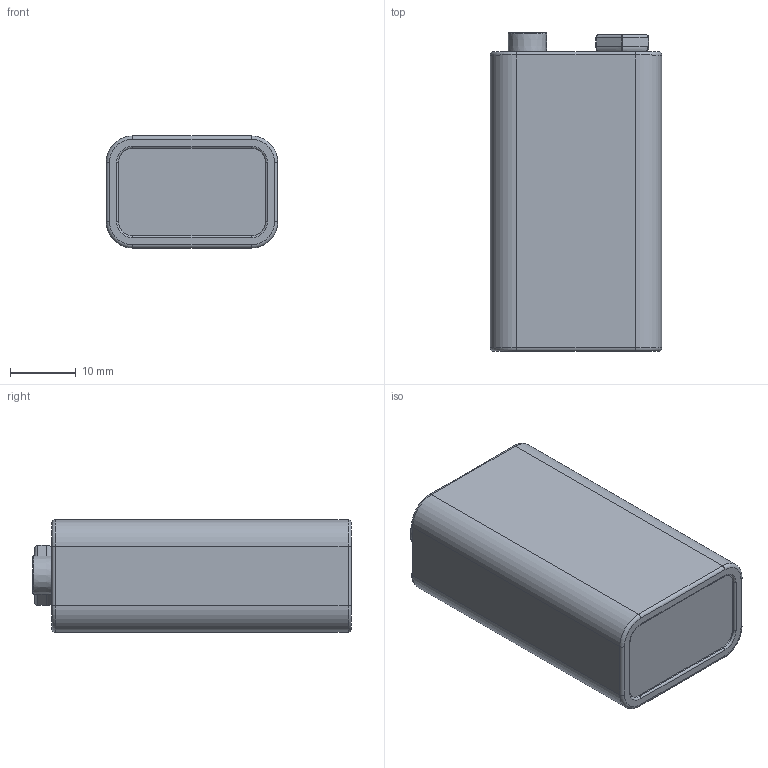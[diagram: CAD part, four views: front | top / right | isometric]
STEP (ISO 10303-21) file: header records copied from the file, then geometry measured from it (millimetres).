
FILE_DESCRIPTION(/* description */ (''),/* implementation_level */ '2;1');
FILE_NAME(/* name */ '1321 Battery 9V.step',/* time_stamp */ '2018-07-07T12:48:52-04:00',/* author */ ('Adafruit'),/* organization */ (''),/* preprocessor_version */ 'ST-DEVELOPER v17',/* originating_system */ 'Autodesk Translation Framework v7.1.0.215',/* authorisation */ '');
FILE_SCHEMA (('AUTOMOTIVE_DESIGN { 1 0 10303 214 3 1 1 }'));
Length unit declared in the file: millimetre
Products named in the file (1): Battery 9V
Bounding box: 26 x 48.3 x 17 mm (x, y, z)
Volume: 19229.3 mm3; surface area: 4845.1 mm2
Topology: 2 solids, 2 shells, 146 faces, 396 edges, 257 vertices
Faces by surface type: plane 61, cylinder 58, torus 20, cone 7
Entity records: 4732 total; most frequent: DIRECTION 867, CARTESIAN_POINT 798, ORIENTED_EDGE 788, EDGE_CURVE 394, AXIS2_PLACEMENT_3D 326, VERTEX_POINT 257, LINE 215, VECTOR 215
